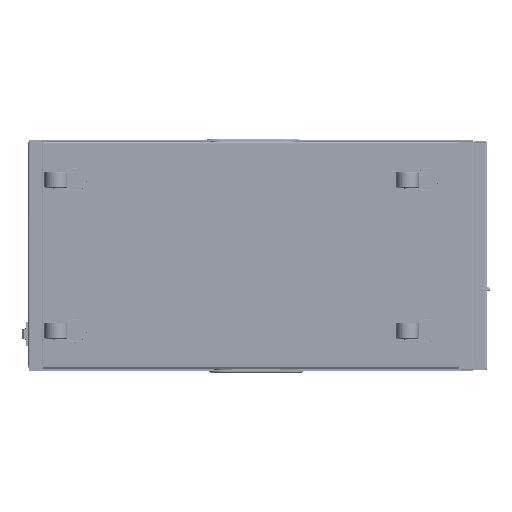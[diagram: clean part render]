
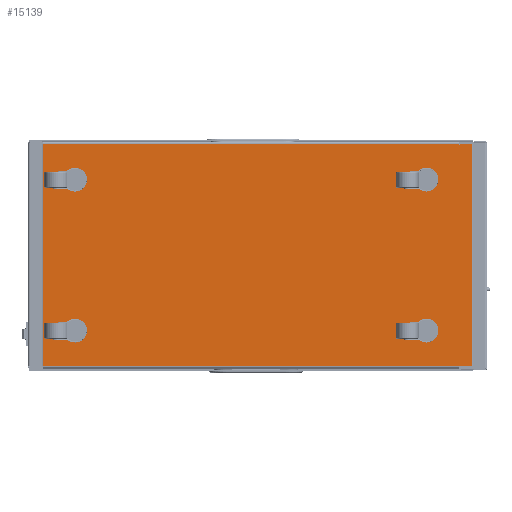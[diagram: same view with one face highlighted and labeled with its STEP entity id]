
A CAD part, top view. The second image highlights one B-rep face of the part: STEP entity #15139.
In plain terms, the highlighted planar face has unit normal (0, 0, 1).
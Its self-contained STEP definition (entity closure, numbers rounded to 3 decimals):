
#8734=FACE_BOUND('',#24560,.T.);
#8735=FACE_BOUND('',#24561,.T.);
#8736=FACE_BOUND('',#24562,.T.);
#8737=FACE_BOUND('',#24563,.T.);
#8738=FACE_BOUND('',#24564,.T.);
#12076=CIRCLE('',#76307,1.5);
#12078=CIRCLE('',#76310,1.5);
#12080=CIRCLE('',#76313,1.5);
#12082=CIRCLE('',#76316,1.5);
#12084=CIRCLE('',#76324,1.5);
#12085=CIRCLE('',#76325,1.5);
#12086=CIRCLE('',#76326,1.5);
#12087=CIRCLE('',#76327,1.5);
#15139=ADVANCED_FACE('NONE',(#8734,#8735,#8736,#8737,#8738),#16868,.T.);
#16868=PLANE('',#76328);
#24560=EDGE_LOOP('',(#39842,#39843,#39844,#39845,#39846,#39847,#39848,#39849,
#39850,#39851,#39852,#39853,#39854));
#24561=EDGE_LOOP('',(#39855,#39856));
#24562=EDGE_LOOP('',(#39857,#39858));
#24563=EDGE_LOOP('',(#39859,#39860));
#24564=EDGE_LOOP('',(#39861,#39862));
#39842=ORIENTED_EDGE('',*,*,#57417,.T.);
#39843=ORIENTED_EDGE('',*,*,#57299,.T.);
#39844=ORIENTED_EDGE('',*,*,#57454,.T.);
#39845=ORIENTED_EDGE('',*,*,#57332,.T.);
#39846=ORIENTED_EDGE('',*,*,#57328,.T.);
#39847=ORIENTED_EDGE('',*,*,#57461,.T.);
#39848=ORIENTED_EDGE('',*,*,#57432,.T.);
#39849=ORIENTED_EDGE('',*,*,#57458,.T.);
#39850=ORIENTED_EDGE('',*,*,#57341,.T.);
#39851=ORIENTED_EDGE('',*,*,#57335,.T.);
#39852=ORIENTED_EDGE('',*,*,#57460,.T.);
#39853=ORIENTED_EDGE('',*,*,#57323,.T.);
#39854=ORIENTED_EDGE('',*,*,#57456,.T.);
#39855=ORIENTED_EDGE('',*,*,#57463,.F.);
#39856=ORIENTED_EDGE('',*,*,#57450,.F.);
#39857=ORIENTED_EDGE('',*,*,#57464,.F.);
#39858=ORIENTED_EDGE('',*,*,#57446,.F.);
#39859=ORIENTED_EDGE('',*,*,#57465,.F.);
#39860=ORIENTED_EDGE('',*,*,#57442,.F.);
#39861=ORIENTED_EDGE('',*,*,#57466,.F.);
#39862=ORIENTED_EDGE('',*,*,#57438,.F.);
#48818=VERTEX_POINT('',#111776);
#48819=VERTEX_POINT('',#111777);
#48830=VERTEX_POINT('',#111821);
#48831=VERTEX_POINT('',#111822);
#48832=VERTEX_POINT('',#111831);
#48833=VERTEX_POINT('',#111832);
#48836=VERTEX_POINT('',#111840);
#48838=VERTEX_POINT('',#111846);
#48839=VERTEX_POINT('',#111847);
#48843=VERTEX_POINT('',#111856);
#48889=VERTEX_POINT('',#112008);
#48896=VERTEX_POINT('',#112037);
#48897=VERTEX_POINT('',#112038);
#48898=VERTEX_POINT('',#112047);
#48900=VERTEX_POINT('',#112050);
#48902=VERTEX_POINT('',#112056);
#48904=VERTEX_POINT('',#112059);
#48906=VERTEX_POINT('',#112065);
#48908=VERTEX_POINT('',#112068);
#48910=VERTEX_POINT('',#112074);
#48912=VERTEX_POINT('',#112077);
#57299=EDGE_CURVE('NONE',#48818,#48819,#63502,.T.);
#57323=EDGE_CURVE('NONE',#48830,#48831,#63518,.T.);
#57328=EDGE_CURVE('NONE',#48832,#48833,#63521,.T.);
#57332=EDGE_CURVE('NONE',#48836,#48832,#63525,.T.);
#57335=EDGE_CURVE('NONE',#48838,#48839,#63528,.T.);
#57341=EDGE_CURVE('NONE',#48843,#48838,#63534,.T.);
#57417=EDGE_CURVE('NONE',#48889,#48818,#63584,.T.);
#57432=EDGE_CURVE('NONE',#48896,#48897,#63595,.T.);
#57438=EDGE_CURVE('NONE',#48898,#48900,#12076,.T.);
#57442=EDGE_CURVE('NONE',#48902,#48904,#12078,.T.);
#57446=EDGE_CURVE('NONE',#48906,#48908,#12080,.T.);
#57450=EDGE_CURVE('NONE',#48910,#48912,#12082,.T.);
#57454=EDGE_CURVE('NONE',#48819,#48836,#63607,.T.);
#57456=EDGE_CURVE('NONE',#48831,#48889,#63609,.T.);
#57458=EDGE_CURVE('NONE',#48897,#48843,#63611,.T.);
#57460=EDGE_CURVE('NONE',#48839,#48830,#63613,.T.);
#57461=EDGE_CURVE('NONE',#48833,#48896,#63614,.T.);
#57463=EDGE_CURVE('NONE',#48912,#48910,#12084,.T.);
#57464=EDGE_CURVE('NONE',#48908,#48906,#12085,.T.);
#57465=EDGE_CURVE('NONE',#48904,#48902,#12086,.T.);
#57466=EDGE_CURVE('NONE',#48900,#48898,#12087,.T.);
#63502=LINE('',#111775,#69054);
#63518=LINE('',#111820,#69070);
#63521=LINE('',#111830,#69073);
#63525=LINE('',#111839,#69077);
#63528=LINE('',#111845,#69080);
#63534=LINE('',#111858,#69086);
#63584=LINE('',#112007,#69136);
#63595=LINE('',#112036,#69147);
#63607=LINE('',#112083,#69159);
#63609=LINE('',#112086,#69161);
#63611=LINE('',#112089,#69163);
#63613=LINE('',#112092,#69165);
#63614=LINE('',#112094,#69166);
#69054=VECTOR('',#92590,1.);
#69070=VECTOR('',#92640,1.);
#69073=VECTOR('',#92653,1.);
#69077=VECTOR('',#92659,1.);
#69080=VECTOR('',#92664,1.);
#69086=VECTOR('',#92672,1.);
#69136=VECTOR('',#92830,1.);
#69147=VECTOR('',#92863,1.);
#69159=VECTOR('',#92909,1.);
#69161=VECTOR('',#92913,1.);
#69163=VECTOR('',#92917,1.);
#69165=VECTOR('',#92921,1.);
#69166=VECTOR('',#92924,1.);
#76307=AXIS2_PLACEMENT_3D('',#112049,#92877,#92878);
#76310=AXIS2_PLACEMENT_3D('',#112058,#92885,#92886);
#76313=AXIS2_PLACEMENT_3D('',#112067,#92893,#92894);
#76316=AXIS2_PLACEMENT_3D('',#112076,#92901,#92902);
#76324=AXIS2_PLACEMENT_3D('',#112097,#92928,#92929);
#76325=AXIS2_PLACEMENT_3D('',#112098,#92930,#92931);
#76326=AXIS2_PLACEMENT_3D('',#112099,#92932,#92933);
#76327=AXIS2_PLACEMENT_3D('',#112100,#92934,#92935);
#76328=AXIS2_PLACEMENT_3D('',#112101,#92936,#92937);
#92590=DIRECTION('',(1.,0.,0.));
#92640=DIRECTION('',(-1.,0.,0.));
#92653=DIRECTION('',(0.,-1.,0.));
#92659=DIRECTION('',(1.,0.,0.));
#92664=DIRECTION('',(-1.,0.,0.));
#92672=DIRECTION('',(0.,-1.,0.));
#92830=DIRECTION('',(0.,-1.,0.));
#92863=DIRECTION('',(0.,1.,0.));
#92877=DIRECTION('',(0.,0.,1.));
#92878=DIRECTION('',(1.,0.,0.));
#92885=DIRECTION('',(0.,0.,1.));
#92886=DIRECTION('',(1.,0.,0.));
#92893=DIRECTION('',(0.,0.,1.));
#92894=DIRECTION('',(1.,0.,0.));
#92901=DIRECTION('',(0.,0.,1.));
#92902=DIRECTION('',(1.,0.,0.));
#92909=DIRECTION('',(0.,1.,0.));
#92913=DIRECTION('',(0.,-1.,0.));
#92917=DIRECTION('',(-1.,0.,0.));
#92921=DIRECTION('',(0.,1.,0.));
#92924=DIRECTION('',(1.,0.,0.));
#92928=DIRECTION('',(0.,0.,1.));
#92929=DIRECTION('',(1.,0.,0.));
#92930=DIRECTION('',(0.,0.,1.));
#92931=DIRECTION('',(1.,0.,0.));
#92932=DIRECTION('',(0.,0.,1.));
#92933=DIRECTION('',(1.,0.,0.));
#92934=DIRECTION('',(0.,0.,1.));
#92935=DIRECTION('',(1.,0.,0.));
#92936=DIRECTION('',(0.,0.,1.));
#92937=DIRECTION('',(1.,0.,0.));
#111775=CARTESIAN_POINT('',(-176.744,50.095,0.));
#111776=CARTESIAN_POINT('',(-176.744,50.095,0.));
#111777=CARTESIAN_POINT('',(278.426,50.095,0.));
#111820=CARTESIAN_POINT('',(278.426,293.295,0.));
#111821=CARTESIAN_POINT('',(278.426,293.295,0.));
#111822=CARTESIAN_POINT('',(-176.744,293.295,0.));
#111830=CARTESIAN_POINT('',(279.126,0.,0.));
#111831=CARTESIAN_POINT('',(279.126,50.795,0.));
#111832=CARTESIAN_POINT('',(279.126,50.195,0.));
#111839=CARTESIAN_POINT('',(0.,50.795,0.));
#111840=CARTESIAN_POINT('',(278.426,50.795,0.));
#111845=CARTESIAN_POINT('',(0.,292.595,0.));
#111846=CARTESIAN_POINT('',(279.126,292.595,0.));
#111847=CARTESIAN_POINT('',(278.426,292.595,0.));
#111856=CARTESIAN_POINT('',(279.126,293.195,0.));
#111858=CARTESIAN_POINT('',(279.126,0.,0.));
#112007=CARTESIAN_POINT('',(-176.744,293.195,0.));
#112008=CARTESIAN_POINT('',(-176.744,293.195,0.));
#112036=CARTESIAN_POINT('',(292.426,50.195,0.));
#112037=CARTESIAN_POINT('',(292.426,50.195,0.));
#112038=CARTESIAN_POINT('',(292.426,293.195,0.));
#112047=CARTESIAN_POINT('',(243.926,254.195,0.));
#112049=CARTESIAN_POINT('',(242.426,254.195,0.));
#112050=CARTESIAN_POINT('',(240.926,254.195,0.));
#112056=CARTESIAN_POINT('',(-140.244,254.195,0.));
#112058=CARTESIAN_POINT('',(-141.744,254.195,0.));
#112059=CARTESIAN_POINT('',(-143.244,254.195,0.));
#112065=CARTESIAN_POINT('',(-140.244,89.195,0.));
#112067=CARTESIAN_POINT('',(-141.744,89.195,0.));
#112068=CARTESIAN_POINT('',(-143.244,89.195,0.));
#112074=CARTESIAN_POINT('',(243.926,89.195,0.));
#112076=CARTESIAN_POINT('',(242.426,89.195,0.));
#112077=CARTESIAN_POINT('',(240.926,89.195,0.));
#112083=CARTESIAN_POINT('',(278.426,47.695,0.));
#112086=CARTESIAN_POINT('',(-176.744,295.695,0.));
#112089=CARTESIAN_POINT('',(278.426,293.195,0.));
#112092=CARTESIAN_POINT('',(278.426,293.195,0.));
#112094=CARTESIAN_POINT('',(278.426,50.195,0.));
#112097=CARTESIAN_POINT('',(242.426,89.195,0.));
#112098=CARTESIAN_POINT('',(-141.744,89.195,0.));
#112099=CARTESIAN_POINT('',(-141.744,254.195,0.));
#112100=CARTESIAN_POINT('',(242.426,254.195,0.));
#112101=CARTESIAN_POINT('',(0.,0.,0.));
